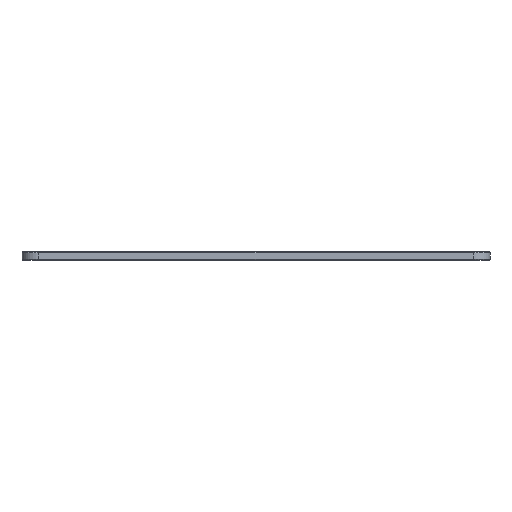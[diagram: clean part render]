
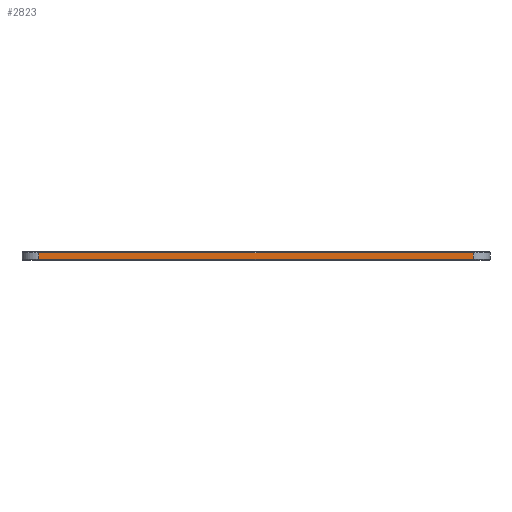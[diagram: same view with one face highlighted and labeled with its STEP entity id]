
A CAD part, left-side view. The second image highlights one B-rep face of the part: STEP entity #2823.
In plain terms, the highlighted planar face has unit normal (-1, 0, 0).
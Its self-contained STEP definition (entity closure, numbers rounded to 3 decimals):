
#101 = PLANE('',#102);
#102 = AXIS2_PLACEMENT_3D('',#103,#104,#105);
#103 = CARTESIAN_POINT('',(-6.1,162.5,0.15));
#104 = DIRECTION('',(0.707,0.,0.707));
#105 = DIRECTION('',(0.,-1.,0.));
#1073 = VERTEX_POINT('',#1074);
#1074 = CARTESIAN_POINT('',(-6.25,162.5,0.3));
#1089 = CYLINDRICAL_SURFACE('',#1090,6.25);
#1090 = AXIS2_PLACEMENT_3D('',#1091,#1092,#1093);
#1091 = CARTESIAN_POINT('',(0.,162.5,0.));
#1092 = DIRECTION('',(-0.,-0.,-1.));
#1093 = DIRECTION('',(1.,0.,0.));
#1182 = EDGE_CURVE('',#1073,#1183,#1185,.T.);
#1183 = VERTEX_POINT('',#1184);
#1184 = CARTESIAN_POINT('',(-6.25,0.,0.3));
#1185 = SURFACE_CURVE('',#1186,(#1190,#1197),.PCURVE_S1.);
#1186 = LINE('',#1187,#1188);
#1187 = CARTESIAN_POINT('',(-6.25,162.5,0.3));
#1188 = VECTOR('',#1189,1.);
#1189 = DIRECTION('',(-0.,-1.,-0.));
#1190 = PCURVE('',#101,#1191);
#1191 = DEFINITIONAL_REPRESENTATION('',(#1192),#1196);
#1192 = LINE('',#1193,#1194);
#1193 = CARTESIAN_POINT('',(0.,-0.212));
#1194 = VECTOR('',#1195,1.);
#1195 = DIRECTION('',(1.,0.));
#1196 = ( GEOMETRIC_REPRESENTATION_CONTEXT(2) 
PARAMETRIC_REPRESENTATION_CONTEXT() REPRESENTATION_CONTEXT('2D SPACE',''
  ) );
#1197 = PCURVE('',#1198,#1203);
#1198 = PLANE('',#1199);
#1199 = AXIS2_PLACEMENT_3D('',#1200,#1201,#1202);
#1200 = CARTESIAN_POINT('',(-6.25,0.,0.));
#1201 = DIRECTION('',(-1.,0.,0.));
#1202 = DIRECTION('',(0.,1.,0.));
#1203 = DEFINITIONAL_REPRESENTATION('',(#1204),#1208);
#1204 = LINE('',#1205,#1206);
#1205 = CARTESIAN_POINT('',(162.5,-0.3));
#1206 = VECTOR('',#1207,1.);
#1207 = DIRECTION('',(-1.,0.));
#1208 = ( GEOMETRIC_REPRESENTATION_CONTEXT(2) 
PARAMETRIC_REPRESENTATION_CONTEXT() REPRESENTATION_CONTEXT('2D SPACE',''
  ) );
#1305 = CYLINDRICAL_SURFACE('',#1306,6.25);
#1306 = AXIS2_PLACEMENT_3D('',#1307,#1308,#1309);
#1307 = CARTESIAN_POINT('',(0.,0.,0.));
#1308 = DIRECTION('',(-0.,-0.,-1.));
#1309 = DIRECTION('',(1.,0.,0.));
#2719 = VERTEX_POINT('',#2720);
#2720 = CARTESIAN_POINT('',(-6.25,162.5,2.825));
#2747 = EDGE_CURVE('',#1073,#2719,#2748,.T.);
#2748 = SURFACE_CURVE('',#2749,(#2753,#2760),.PCURVE_S1.);
#2749 = LINE('',#2750,#2751);
#2750 = CARTESIAN_POINT('',(-6.25,162.5,0.));
#2751 = VECTOR('',#2752,1.);
#2752 = DIRECTION('',(0.,0.,1.));
#2753 = PCURVE('',#1089,#2754);
#2754 = DEFINITIONAL_REPRESENTATION('',(#2755),#2759);
#2755 = LINE('',#2756,#2757);
#2756 = CARTESIAN_POINT('',(-3.142,0.));
#2757 = VECTOR('',#2758,1.);
#2758 = DIRECTION('',(-0.,-1.));
#2759 = ( GEOMETRIC_REPRESENTATION_CONTEXT(2) 
PARAMETRIC_REPRESENTATION_CONTEXT() REPRESENTATION_CONTEXT('2D SPACE',''
  ) );
#2760 = PCURVE('',#1198,#2761);
#2761 = DEFINITIONAL_REPRESENTATION('',(#2762),#2766);
#2762 = LINE('',#2763,#2764);
#2763 = CARTESIAN_POINT('',(162.5,0.));
#2764 = VECTOR('',#2765,1.);
#2765 = DIRECTION('',(0.,-1.));
#2766 = ( GEOMETRIC_REPRESENTATION_CONTEXT(2) 
PARAMETRIC_REPRESENTATION_CONTEXT() REPRESENTATION_CONTEXT('2D SPACE',''
  ) );
#2823 = ADVANCED_FACE('',(#2824),#1198,.T.);
#2824 = FACE_BOUND('',#2825,.T.);
#2825 = EDGE_LOOP('',(#2826,#2849,#2875,#2876));
#2826 = ORIENTED_EDGE('',*,*,#2827,.T.);
#2827 = EDGE_CURVE('',#1183,#2828,#2830,.T.);
#2828 = VERTEX_POINT('',#2829);
#2829 = CARTESIAN_POINT('',(-6.25,0.,2.825));
#2830 = SURFACE_CURVE('',#2831,(#2835,#2842),.PCURVE_S1.);
#2831 = LINE('',#2832,#2833);
#2832 = CARTESIAN_POINT('',(-6.25,0.,0.));
#2833 = VECTOR('',#2834,1.);
#2834 = DIRECTION('',(0.,0.,1.));
#2835 = PCURVE('',#1198,#2836);
#2836 = DEFINITIONAL_REPRESENTATION('',(#2837),#2841);
#2837 = LINE('',#2838,#2839);
#2838 = CARTESIAN_POINT('',(0.,0.));
#2839 = VECTOR('',#2840,1.);
#2840 = DIRECTION('',(0.,-1.));
#2841 = ( GEOMETRIC_REPRESENTATION_CONTEXT(2) 
PARAMETRIC_REPRESENTATION_CONTEXT() REPRESENTATION_CONTEXT('2D SPACE',''
  ) );
#2842 = PCURVE('',#1305,#2843);
#2843 = DEFINITIONAL_REPRESENTATION('',(#2844),#2848);
#2844 = LINE('',#2845,#2846);
#2845 = CARTESIAN_POINT('',(-3.142,0.));
#2846 = VECTOR('',#2847,1.);
#2847 = DIRECTION('',(-0.,-1.));
#2848 = ( GEOMETRIC_REPRESENTATION_CONTEXT(2) 
PARAMETRIC_REPRESENTATION_CONTEXT() REPRESENTATION_CONTEXT('2D SPACE',''
  ) );
#2849 = ORIENTED_EDGE('',*,*,#2850,.F.);
#2850 = EDGE_CURVE('',#2719,#2828,#2851,.T.);
#2851 = SURFACE_CURVE('',#2852,(#2856,#2863),.PCURVE_S1.);
#2852 = LINE('',#2853,#2854);
#2853 = CARTESIAN_POINT('',(-6.25,162.5,2.825));
#2854 = VECTOR('',#2855,1.);
#2855 = DIRECTION('',(-0.,-1.,-0.));
#2856 = PCURVE('',#1198,#2857);
#2857 = DEFINITIONAL_REPRESENTATION('',(#2858),#2862);
#2858 = LINE('',#2859,#2860);
#2859 = CARTESIAN_POINT('',(162.5,-2.825));
#2860 = VECTOR('',#2861,1.);
#2861 = DIRECTION('',(-1.,0.));
#2862 = ( GEOMETRIC_REPRESENTATION_CONTEXT(2) 
PARAMETRIC_REPRESENTATION_CONTEXT() REPRESENTATION_CONTEXT('2D SPACE',''
  ) );
#2863 = PCURVE('',#2864,#2869);
#2864 = PLANE('',#2865);
#2865 = AXIS2_PLACEMENT_3D('',#2866,#2867,#2868);
#2866 = CARTESIAN_POINT('',(-6.1,162.5,2.975));
#2867 = DIRECTION('',(-0.707,0.,0.707));
#2868 = DIRECTION('',(0.,-1.,0.));
#2869 = DEFINITIONAL_REPRESENTATION('',(#2870),#2874);
#2870 = LINE('',#2871,#2872);
#2871 = CARTESIAN_POINT('',(-0.,-0.212));
#2872 = VECTOR('',#2873,1.);
#2873 = DIRECTION('',(1.,0.));
#2874 = ( GEOMETRIC_REPRESENTATION_CONTEXT(2) 
PARAMETRIC_REPRESENTATION_CONTEXT() REPRESENTATION_CONTEXT('2D SPACE',''
  ) );
#2875 = ORIENTED_EDGE('',*,*,#2747,.F.);
#2876 = ORIENTED_EDGE('',*,*,#1182,.T.);
